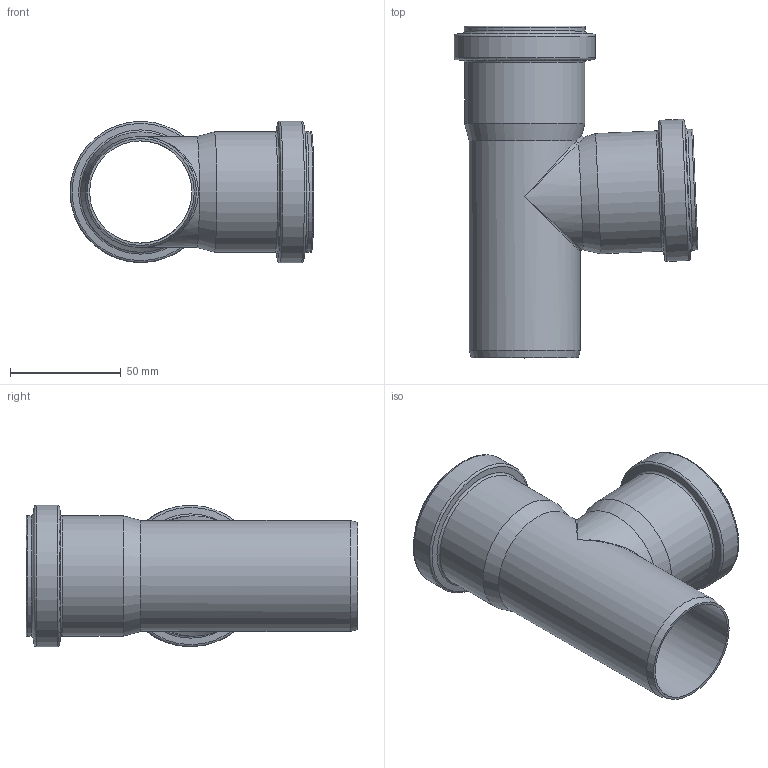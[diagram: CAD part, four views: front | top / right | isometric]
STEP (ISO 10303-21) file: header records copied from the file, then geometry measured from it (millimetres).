
FILE_DESCRIPTION(/* description */ (''),/* implementation_level */ '2;1');
FILE_NAME(/* name */ '559670 HTEA DN_OD 50_50_87° weiß.stp',/* time_stamp */ '2018-01-12T10:27:25+01:00',/* author */ ('user1'),/* organization */ (''),/* preprocessor_version */ 'ST-DEVELOPER v16.1',/* originating_system */ 'Autodesk Inventor 2016',/* authorisation */ '');
FILE_SCHEMA (('AUTOMOTIVE_DESIGN { 1 0 10303 214 3 1 1 }'));
Length unit declared in the file: millimetre
Products named in the file (1): 559670 HTEA DN_OD 50_50_87° weiß
Bounding box: 110.25 x 150 x 63.9 mm (x, y, z)
Volume: 65194.3 mm3; surface area: 69215.7 mm2
Topology: 1 solids, 1 shells, 56 faces, 127 edges, 68 vertices
Faces by surface type: torus 20, cylinder 16, cone 13, bspline 4, plane 3
Full cylindrical faces by diameter (mm): 46.2 x2, 50.2 x1, 50.8 x2, 51.1 x2, 54.4 x2, 54.7 x2, 60.3 x2, 63.9 x2
Entity records: 1432 total; most frequent: CARTESIAN_POINT 411, DIRECTION 224, ORIENTED_EDGE 134, AXIS2_PLACEMENT_3D 112, EDGE_LOOP 108, EDGE_CURVE 67, VERTEX_POINT 61, FACE_OUTER_BOUND 56
